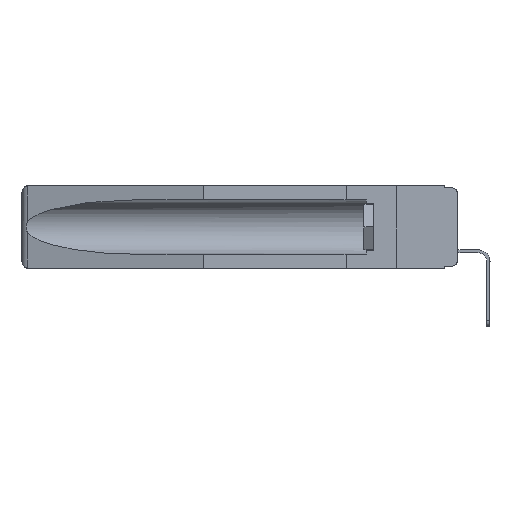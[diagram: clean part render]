
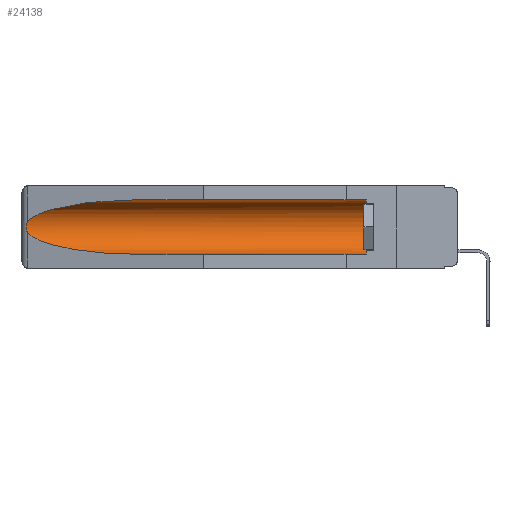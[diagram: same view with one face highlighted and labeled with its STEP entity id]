
A CAD part, left-side view. The second image highlights one B-rep face of the part: STEP entity #24138.
In plain terms, the highlighted cylindrical face has radius 2.857 mm (diameter 5.715 mm), a partial arc.
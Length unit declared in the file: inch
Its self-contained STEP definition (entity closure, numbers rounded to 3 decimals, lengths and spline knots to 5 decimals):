
#273 = CARTESIAN_POINT ( 'NONE',  ( 0.26654, 1.53092, -0.15636 ) ) ;
#1730 = AXIS2_PLACEMENT_3D ( 'NONE', #25285, #15633, #8276 ) ;
#2109 = CARTESIAN_POINT ( 'NONE',  ( 0.26537, 1.52718, -0.19328 ) ) ;
#2297 = CARTESIAN_POINT ( 'NONE',  ( 0.155, 0.126, -0.059 ) ) ;
#2713 = FACE_OUTER_BOUND ( 'NONE', #19779, .T. ) ;
#2721 = CARTESIAN_POINT ( 'NONE',  ( 0.155, -0.30754, -0.059 ) ) ;
#3520 = CIRCLE ( 'NONE', #13952, 0.1125 ) ;
#3699 = CARTESIAN_POINT ( 'NONE',  ( 0.26537, 1.52718, -0.14972 ) ) ;
#4213 = DIRECTION ( 'NONE',  ( 0., 1., 0. ) ) ;
#4448 = VECTOR ( 'NONE', #10562, 39.37008 ) ;
#4962 = CARTESIAN_POINT ( 'NONE',  ( 0.155, 1.07973, -0.059 ) ) ;
#5732 = ORIENTED_EDGE ( 'NONE', *, *, #10295, .T. ) ;
#5840 = VERTEX_POINT ( 'NONE', #18281 ) ;
#5983 = CARTESIAN_POINT ( 'NONE',  ( 0.26537, 1.52718, -0.14972 ) ) ;
#6429 = VERTEX_POINT ( 'NONE', #2297 ) ;
#6966 = EDGE_CURVE ( 'NONE', #6429, #24830, #12960, .T. ) ;
#7577 = EDGE_CURVE ( 'NONE', #13629, #5840, #9992, .T. ) ;
#7624 = ORIENTED_EDGE ( 'NONE', *, *, #6966, .T. ) ;
#7805 = CARTESIAN_POINT ( 'NONE',  ( 0.2675, 1.53308, -0.17534 ) ) ;
#7891 = CARTESIAN_POINT ( 'NONE',  ( 0.26537, 1.52718, -0.14972 ) ) ;
#8276 = DIRECTION ( 'NONE',  ( 0., 0., 1. ) ) ;
#8975 = LINE ( 'NONE', #23702, #20086 ) ;
#9201 = EDGE_CURVE ( 'NONE', #11270, #6429, #3520, .T. ) ;
#9358 = CARTESIAN_POINT ( 'NONE',  ( 0.155, 0.126, -0.1715 ) ) ;
#9521 = ORIENTED_EDGE ( 'NONE', *, *, #9201, .T. ) ;
#9721 = CYLINDRICAL_SURFACE ( 'NONE', #1730, 0.1125 ) ;
#9790 = CARTESIAN_POINT ( 'NONE',  ( 0.25451, 1.48313, -0.24835 ) ) ;
#9844 = CARTESIAN_POINT ( 'NONE',  ( 0.2673, 1.5327, -0.16383 ) ) ;
#9878 = CARTESIAN_POINT ( 'NONE',  ( 0.21114, 1.30732, -0.284 ) ) ;
#9992 =( BOUNDED_CURVE ( )  B_SPLINE_CURVE ( 3, ( #2109, #9790, #9878, #19873 ),
 .UNSPECIFIED., .F., .T. ) 
 B_SPLINE_CURVE_WITH_KNOTS ( ( 4, 4 ),
 ( 0.1948, 1.5708 ),
 .UNSPECIFIED. ) 
 CURVE ( )  GEOMETRIC_REPRESENTATION_ITEM ( )  RATIONAL_B_SPLINE_CURVE ( ( 1., 0.848, 0.848, 1. ) ) 
 REPRESENTATION_ITEM ( '' )  );
#10295 = EDGE_CURVE ( 'NONE', #19521, #13629, #12968, .T. ) ;
#10562 = DIRECTION ( 'NONE',  ( 0., 1., 0. ) ) ;
#11270 = VERTEX_POINT ( 'NONE', #12595 ) ;
#11307 = ORIENTED_EDGE ( 'NONE', *, *, #18204, .T. ) ;
#11695 = CARTESIAN_POINT ( 'NONE',  ( 0.21114, 1.30732, -0.059 ) ) ;
#11909 = CARTESIAN_POINT ( 'NONE',  ( 0.26597, 1.5296, -0.19026 ) ) ;
#12595 = CARTESIAN_POINT ( 'NONE',  ( 0.155, 0.126, -0.284 ) ) ;
#12960 = LINE ( 'NONE', #2721, #4448 ) ;
#12968 = B_SPLINE_CURVE_WITH_KNOTS ( 'NONE', 3,
 ( #7891, #13704, #273, #9844, #19596, #7805, #21615, #23656, #11909, #14451 ),
 .UNSPECIFIED., .F., .F.,
 ( 4, 2, 2, 2, 4 ),
 ( 0., 0.00029, 0.00058, 0.00087, 0.00117 ),
 .UNSPECIFIED. ) ;
#13228 = DIRECTION ( 'NONE',  ( 0., 0., 1. ) ) ;
#13629 = VERTEX_POINT ( 'NONE', #14577 ) ;
#13704 = CARTESIAN_POINT ( 'NONE',  ( 0.26597, 1.52961, -0.15275 ) ) ;
#13952 = AXIS2_PLACEMENT_3D ( 'NONE', #9358, #19287, #13228 ) ;
#14314 = ORIENTED_EDGE ( 'NONE', *, *, #7577, .T. ) ;
#14451 = CARTESIAN_POINT ( 'NONE',  ( 0.26537, 1.52718, -0.19328 ) ) ;
#14577 = CARTESIAN_POINT ( 'NONE',  ( 0.26537, 1.52718, -0.19328 ) ) ;
#15322 =( BOUNDED_CURVE ( )  B_SPLINE_CURVE ( 3, ( #23795, #11695, #19731, #5983 ),
 .UNSPECIFIED., .F., .F. ) 
 B_SPLINE_CURVE_WITH_KNOTS ( ( 4, 4 ),
 ( 4.71239, 6.08839 ),
 .UNSPECIFIED. ) 
 CURVE ( )  GEOMETRIC_REPRESENTATION_ITEM ( )  RATIONAL_B_SPLINE_CURVE ( ( 1., 0.848, 0.848, 1. ) ) 
 REPRESENTATION_ITEM ( '' )  );
#15633 = DIRECTION ( 'NONE',  ( 0., 1., 0. ) ) ;
#18204 = EDGE_CURVE ( 'NONE', #24830, #19521, #15322, .T. ) ;
#18235 = EDGE_CURVE ( 'NONE', #11270, #5840, #8975, .T. ) ;
#18281 = CARTESIAN_POINT ( 'NONE',  ( 0.155, 1.07973, -0.284 ) ) ;
#18673 = ORIENTED_EDGE ( 'NONE', *, *, #18235, .F. ) ;
#19287 = DIRECTION ( 'NONE',  ( 0., -1., 0. ) ) ;
#19521 = VERTEX_POINT ( 'NONE', #3699 ) ;
#19596 = CARTESIAN_POINT ( 'NONE',  ( 0.2675, 1.53308, -0.16763 ) ) ;
#19731 = CARTESIAN_POINT ( 'NONE',  ( 0.25451, 1.48313, -0.09465 ) ) ;
#19779 = EDGE_LOOP ( 'NONE', ( #11307, #5732, #14314, #18673, #9521, #7624 ) ) ;
#19873 = CARTESIAN_POINT ( 'NONE',  ( 0.155, 1.07973, -0.284 ) ) ;
#20086 = VECTOR ( 'NONE', #4213, 39.37008 ) ;
#21615 = CARTESIAN_POINT ( 'NONE',  ( 0.2673, 1.53269, -0.17917 ) ) ;
#23656 = CARTESIAN_POINT ( 'NONE',  ( 0.26655, 1.53094, -0.18657 ) ) ;
#23702 = CARTESIAN_POINT ( 'NONE',  ( 0.155, -0.30754, -0.284 ) ) ;
#23795 = CARTESIAN_POINT ( 'NONE',  ( 0.155, 1.07973, -0.059 ) ) ;
#24138 = ADVANCED_FACE ( 'NONE', ( #2713 ), #9721, .F. ) ;
#24830 = VERTEX_POINT ( 'NONE', #4962 ) ;
#25285 = CARTESIAN_POINT ( 'NONE',  ( 0.155, -0.30754, -0.1715 ) ) ;
